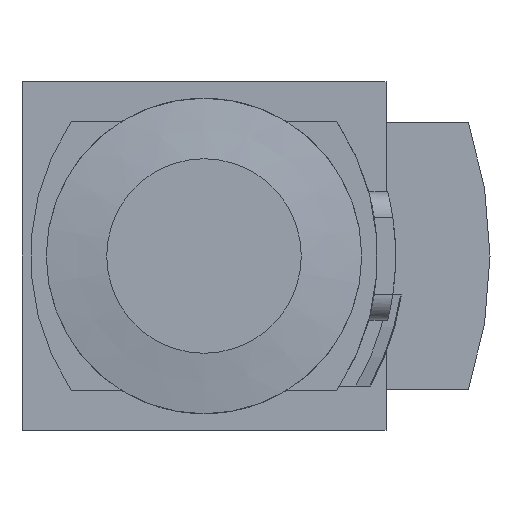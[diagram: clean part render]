
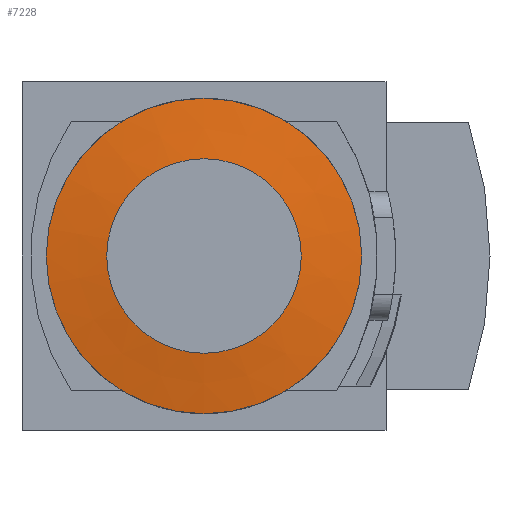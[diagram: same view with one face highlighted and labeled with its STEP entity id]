
A CAD part, front view. The second image highlights one B-rep face of the part: STEP entity #7228.
In plain terms, the highlighted conical face has half-angle 82 degrees and reference radius 18.2 mm.
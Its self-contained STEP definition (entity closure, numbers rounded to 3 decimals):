
#41=CONICAL_SURFACE('',#7645,18.2,1.431);
#2375=ORIENTED_EDGE('',*,*,#3565,.F.);
#2376=ORIENTED_EDGE('',*,*,#3556,.T.);
#3556=EDGE_CURVE('',#4179,#4179,#4362,.T.);
#3565=EDGE_CURVE('',#4183,#4183,#4366,.T.);
#4179=VERTEX_POINT('',#10546);
#4183=VERTEX_POINT('',#10565);
#4362=CIRCLE('',#7636,18.2);
#4366=CIRCLE('',#7646,11.227);
#4554=EDGE_LOOP('',(#2375));
#4555=EDGE_LOOP('',(#2376));
#4869=FACE_BOUND('',#4554,.T.);
#4870=FACE_BOUND('',#4555,.T.);
#7228=ADVANCED_FACE('',(#4869,#4870),#41,.T.);
#7636=AXIS2_PLACEMENT_3D('',#10545,#8742,#8743);
#7645=AXIS2_PLACEMENT_3D('',#10563,#8765,#8766);
#7646=AXIS2_PLACEMENT_3D('',#10564,#8767,#8768);
#8742=DIRECTION('',(0.,-1.,0.));
#8743=DIRECTION('',(0.,0.,-1.));
#8765=DIRECTION('',(0.,1.,0.));
#8766=DIRECTION('',(0.,0.,1.));
#8767=DIRECTION('',(0.,-1.,0.));
#8768=DIRECTION('',(0.,0.,-1.));
#10545=CARTESIAN_POINT('',(0.,-130.42,0.));
#10546=CARTESIAN_POINT('',(0.,-130.42,-18.2));
#10563=CARTESIAN_POINT('',(0.,-130.42,0.));
#10564=CARTESIAN_POINT('',(0.,-131.4,0.));
#10565=CARTESIAN_POINT('',(0.,-131.4,-11.227));
